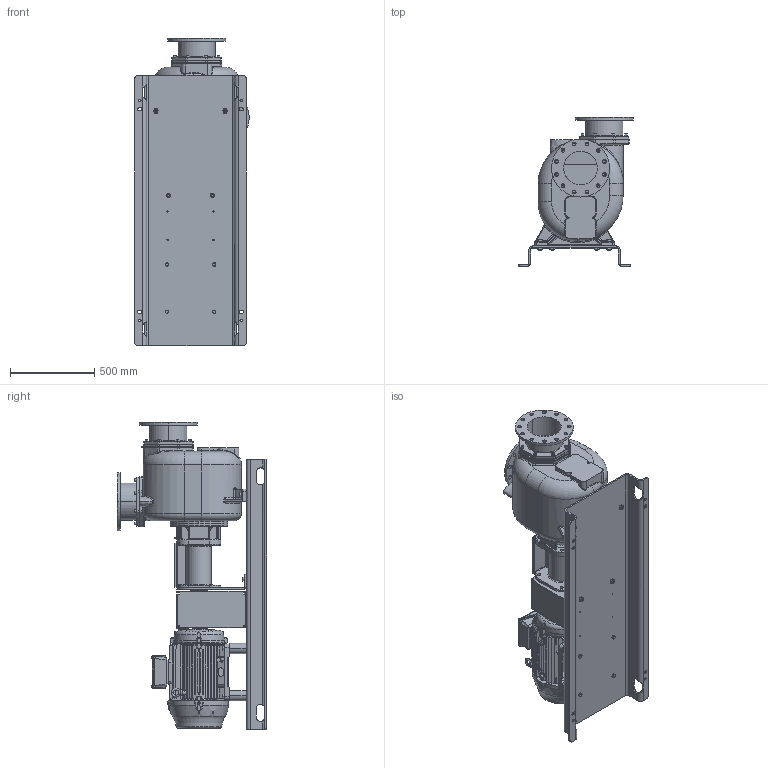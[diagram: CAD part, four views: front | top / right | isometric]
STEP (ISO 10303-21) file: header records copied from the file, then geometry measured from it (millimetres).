
FILE_DESCRIPTION((''),'2;1');
FILE_NAME('S201_B_FIT_SW0001','2015-07-02T',('Nicola'),(''),'PRO/ENGINEER BY PARAMETRIC TECHNOLOGY CORPORATION, 2014200','PRO/ENGINEER BY PARAMETRIC TECHNOLOGY CORPORATION, 2014200','');
FILE_SCHEMA(('CONFIG_CONTROL_DESIGN'));
Products named in the file (1): S201_B_FIT_SW0001
Bounding box: 677.5 x 882 x 1820 mm (x, y, z)
Volume: 185321993.8 mm3; surface area: 8799554.9 mm2
Topology: 4 solids, 8 shells, 5134 faces, 13830 edges, 8864 vertices
Faces by surface type: plane 2673, cylinder 1381, cone 517, bspline 278, torus 227, sphere 48, extrusion 10
Entity records: 206730 total; most frequent: CARTESIAN_POINT 78452, ORIENTED_EDGE 27612, DIRECTION 25279, EDGE_CURVE 13806, VERTEX_POINT 8864, AXIS2_PLACEMENT_3D 8697, VECTOR 7885, LINE 7875
